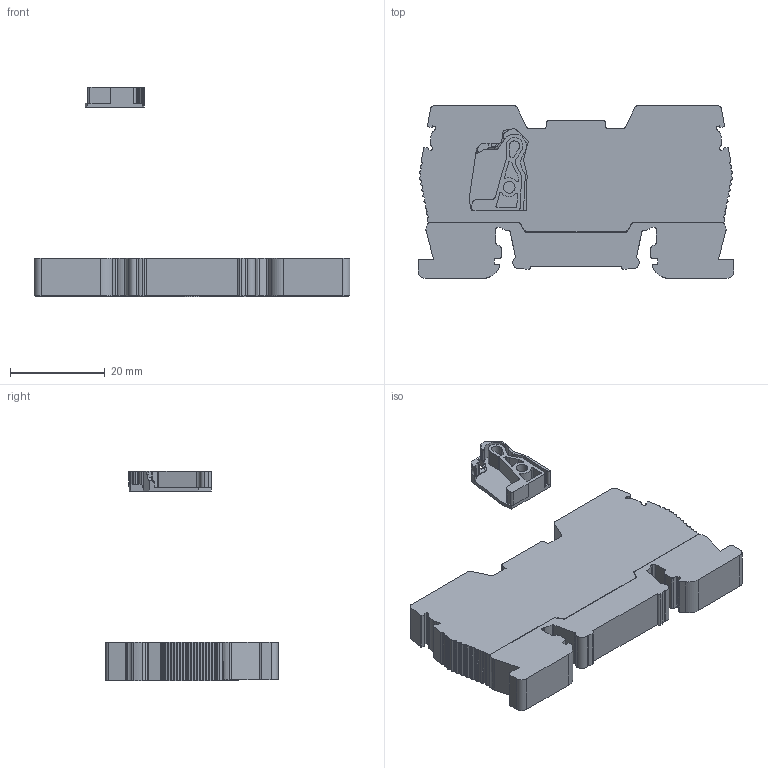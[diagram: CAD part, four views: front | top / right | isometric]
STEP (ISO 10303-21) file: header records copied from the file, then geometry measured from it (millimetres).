
FILE_DESCRIPTION (( 'STEP AP203' ), '1' );
FILE_NAME ('Yeni Opk 6.STEP', '2023-10-12T06:44:14', ( '' ), ( '' ), 'SwSTEP 2.0', 'SolidWorks 2011', '' );
FILE_SCHEMA (( 'CONFIG_CONTROL_DESIGN' ));
Length unit declared in the file: millimetre
Products named in the file (1): Yeni Opk 6
Bounding box: 66.83 x 36.45 x 44.25 mm (x, y, z)
Volume: 18057 mm3; surface area: 12438.1 mm2
Topology: 8 solids, 27 shells, 1127 faces, 3177 edges, 2104 vertices
Faces by surface type: plane 568, cylinder 475, cone 51, bspline 23, torus 10
Entity records: 37258 total; most frequent: CARTESIAN_POINT 7268, DIRECTION 6360, ORIENTED_EDGE 6346, EDGE_CURVE 3173, AXIS2_PLACEMENT_3D 2182, VERTEX_POINT 2104, LINE 1996, VECTOR 1996
